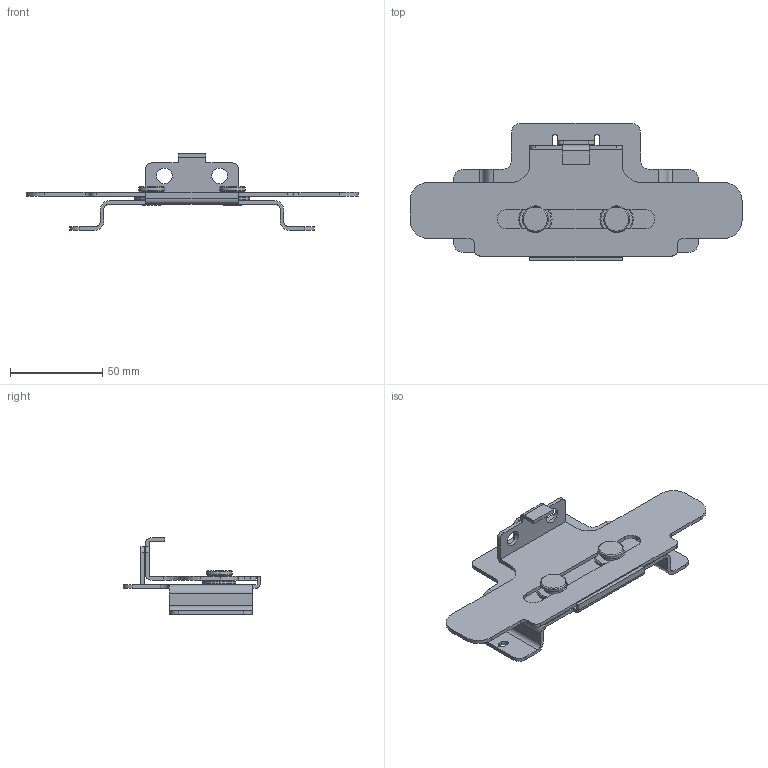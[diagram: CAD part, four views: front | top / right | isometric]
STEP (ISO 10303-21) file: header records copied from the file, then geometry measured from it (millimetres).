
FILE_DESCRIPTION((''),'2;1');
FILE_NAME('630-3P-JIXIELIANSUO_ASM','2020-11-05T10:26:58',('zhxmin'),(''),'CREO PARAMETRIC BY PTC INC, 2018020','CREO PARAMETRIC BY PTC INC, 2018020','');
FILE_SCHEMA(('CONFIG_CONTROL_DESIGN','SHAPE_APPEARANCE_LAYERS_GROUPS'));
Length unit declared in the file: metre
Products named in the file (6): 630-3P-8-040-361; 630-3P-8-967-108-1334; 630-3P-8-967-108-1647; 630-3P-8-270-102; 630-3P-5-363-047_ASM; 630-3P-JIXIELIANSUO_ASM
Assembly tree (5 placements, depth 3):
  630-3P-JIXIELIANSUO_ASM
    630-3P-5-363-047_ASM
      630-3P-8-040-361
      630-3P-8-967-108-1334
      630-3P-8-967-108-1647
      630-3P-8-270-102
Bounding box: 180 x 74.5 x 41.5 mm (x, y, z)
Volume: 34632.5 mm3; surface area: 37014.6 mm2
Topology: 4 solids, 4 shells, 168 faces, 496 edges, 342 vertices
Faces by surface type: plane 74, cylinder 74, cone 20
Entity records: 6027 total; most frequent: DIRECTION 1084, CARTESIAN_POINT 1021, ORIENTED_EDGE 992, EDGE_CURVE 496, AXIS2_PLACEMENT_3D 405, VERTEX_POINT 342, VECTOR 274, LINE 274
